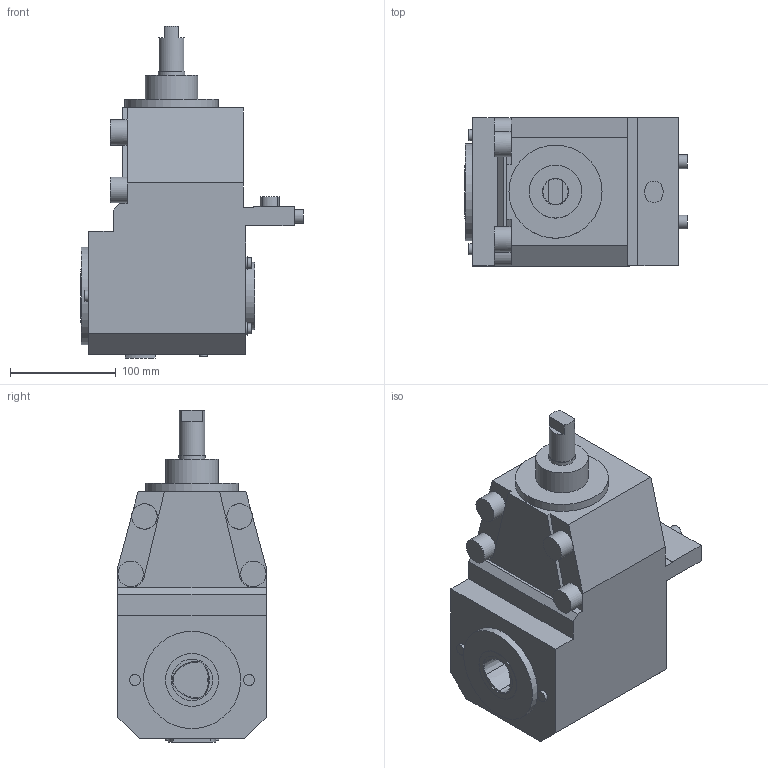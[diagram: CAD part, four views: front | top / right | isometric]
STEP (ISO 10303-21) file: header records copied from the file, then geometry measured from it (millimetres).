
FILE_DESCRIPTION(/* description */ (''),/* implementation_level */ '2;1');
FILE_NAME(/* name */ '1533898654808.stp',/* time_stamp */ '2018-08-10T12:57:40+02:00',/* author */ (''),/* organization */ ('SMS'),/* preprocessor_version */ 'ST-DEVELOPER v15',/* originating_system */ 'SIEMENS PLM Software NX 8.5',/* authorisation */ '');
FILE_SCHEMA (('AUTOMOTIVE_DESIGN { 1 0 10303 214 3 1 1 1 }'));
Length unit declared in the file: millimetre
Products named in the file (1): 201818567mod000_00
Bounding box: 210.8 x 140 x 313.95 mm (x, y, z)
Volume: 4412562.7 mm3; surface area: 196073.2 mm2
Topology: 1 solids, 1 shells, 106 faces, 241 edges, 163 vertices
Faces by surface type: plane 67, cylinder 33, cone 6
Full cylindrical faces by diameter (mm): 3 x1, 7.58 x1, 7.6 x1, 10 x4, 10.5 x2, 12 x4, 13 x2, 24 x5, 25 x1, 39.2 x1, 49.9 x1, 50 x1, 63.6 x1, 88 x1, 92 x1
Entity records: 2813 total; most frequent: CARTESIAN_POINT 508, DIRECTION 497, ORIENTED_EDGE 392, EDGE_CURVE 196, AXIS2_PLACEMENT_3D 192, EDGE_LOOP 159, VERTEX_POINT 145, LINE 113
